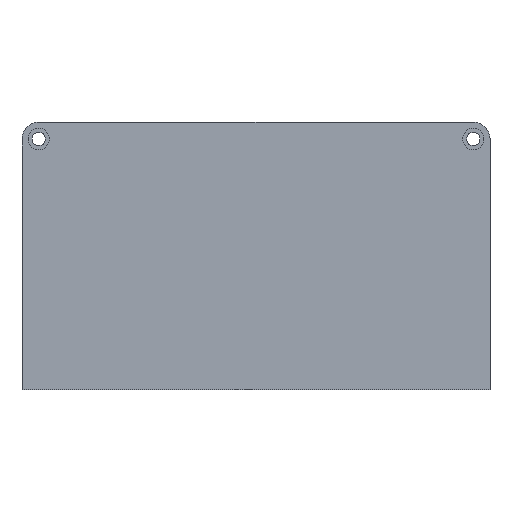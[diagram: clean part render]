
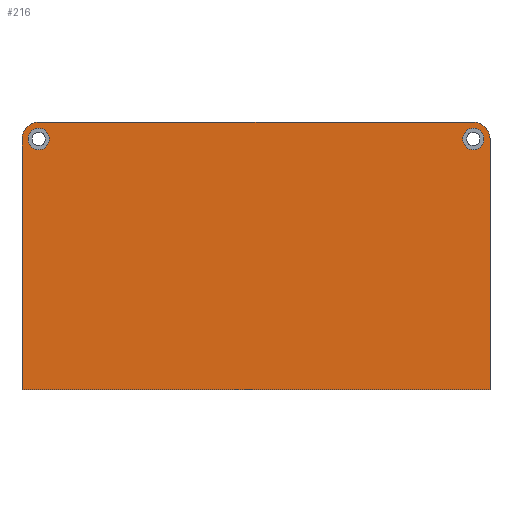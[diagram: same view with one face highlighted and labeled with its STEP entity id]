
A CAD part, top view. The second image highlights one B-rep face of the part: STEP entity #216.
In plain terms, the highlighted planar face has unit normal (0, 0, 1).
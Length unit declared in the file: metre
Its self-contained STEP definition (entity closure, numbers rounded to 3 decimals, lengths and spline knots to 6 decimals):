
#18=CIRCLE('',#244,0.002032);
#19=CIRCLE('',#245,0.002032);
#20=CIRCLE('',#246,0.003175);
#21=CIRCLE('',#247,0.003175);
#46=ORIENTED_EDGE('',*,*,#96,.F.);
#47=ORIENTED_EDGE('',*,*,#97,.F.);
#48=ORIENTED_EDGE('',*,*,#84,.F.);
#49=ORIENTED_EDGE('',*,*,#98,.T.);
#50=ORIENTED_EDGE('',*,*,#86,.T.);
#51=ORIENTED_EDGE('',*,*,#99,.T.);
#52=ORIENTED_EDGE('',*,*,#90,.T.);
#53=ORIENTED_EDGE('',*,*,#95,.F.);
#84=EDGE_CURVE('',#110,#111,#130,.T.);
#86=EDGE_CURVE('',#112,#113,#132,.T.);
#90=EDGE_CURVE('',#116,#117,#136,.T.);
#95=EDGE_CURVE('',#111,#117,#141,.T.);
#96=EDGE_CURVE('',#120,#120,#18,.T.);
#97=EDGE_CURVE('',#121,#121,#19,.T.);
#98=EDGE_CURVE('',#110,#112,#20,.T.);
#99=EDGE_CURVE('',#113,#116,#21,.T.);
#110=VERTEX_POINT('',#339);
#111=VERTEX_POINT('',#341);
#112=VERTEX_POINT('',#345);
#113=VERTEX_POINT('',#346);
#116=VERTEX_POINT('',#354);
#117=VERTEX_POINT('',#355);
#120=VERTEX_POINT('',#366);
#121=VERTEX_POINT('',#368);
#130=LINE('',#340,#144);
#132=LINE('',#344,#146);
#136=LINE('',#353,#150);
#141=LINE('',#363,#155);
#144=VECTOR('',#271,1.);
#146=VECTOR('',#275,1.);
#150=VECTOR('',#281,1.);
#155=VECTOR('',#288,1.);
#160=EDGE_LOOP('',(#46));
#161=EDGE_LOOP('',(#47));
#162=EDGE_LOOP('',(#48,#49,#50,#51,#52,#53));
#184=FACE_BOUND('',#160,.T.);
#185=FACE_BOUND('',#161,.T.);
#186=FACE_BOUND('',#162,.T.);
#208=PLANE('',#243);
#216=ADVANCED_FACE('',(#184,#185,#186),#208,.T.);
#243=AXIS2_PLACEMENT_3D('',#364,#289,#290);
#244=AXIS2_PLACEMENT_3D('',#365,#291,#292);
#245=AXIS2_PLACEMENT_3D('',#367,#293,#294);
#246=AXIS2_PLACEMENT_3D('',#369,#295,#296);
#247=AXIS2_PLACEMENT_3D('',#370,#297,#298);
#271=DIRECTION('',(0.,-1.,0.));
#275=DIRECTION('',(-1.,0.,0.));
#281=DIRECTION('',(0.,-1.,0.));
#288=DIRECTION('',(-1.,0.,0.));
#289=DIRECTION('',(0.,0.,1.));
#290=DIRECTION('',(1.,0.,0.));
#291=DIRECTION('',(0.,0.,1.));
#292=DIRECTION('',(1.,0.,0.));
#293=DIRECTION('',(0.,0.,1.));
#294=DIRECTION('',(1.,0.,0.));
#295=DIRECTION('',(0.,0.,1.));
#296=DIRECTION('',(1.,0.,0.));
#297=DIRECTION('',(0.,0.,1.));
#298=DIRECTION('',(1.,0.,0.));
#339=CARTESIAN_POINT('',(0.04445,0.022225,0.00381));
#340=CARTESIAN_POINT('',(0.04445,0.,0.00381));
#341=CARTESIAN_POINT('',(0.04445,-0.0254,0.00381));
#344=CARTESIAN_POINT('',(0.,0.0254,0.00381));
#345=CARTESIAN_POINT('',(0.041275,0.0254,0.00381));
#346=CARTESIAN_POINT('',(-0.041275,0.0254,0.00381));
#353=CARTESIAN_POINT('',(-0.04445,0.,0.00381));
#354=CARTESIAN_POINT('',(-0.04445,0.022225,0.00381));
#355=CARTESIAN_POINT('',(-0.04445,-0.0254,0.00381));
#363=CARTESIAN_POINT('',(0.,-0.0254,0.00381));
#364=CARTESIAN_POINT('',(0.,0.,0.00381));
#365=CARTESIAN_POINT('',(0.041275,0.022225,0.00381));
#366=CARTESIAN_POINT('',(0.043307,0.022225,0.00381));
#367=CARTESIAN_POINT('',(-0.041275,0.022225,0.00381));
#368=CARTESIAN_POINT('',(-0.039243,0.022225,0.00381));
#369=CARTESIAN_POINT('',(0.041275,0.022225,0.00381));
#370=CARTESIAN_POINT('',(-0.041275,0.022225,0.00381));
